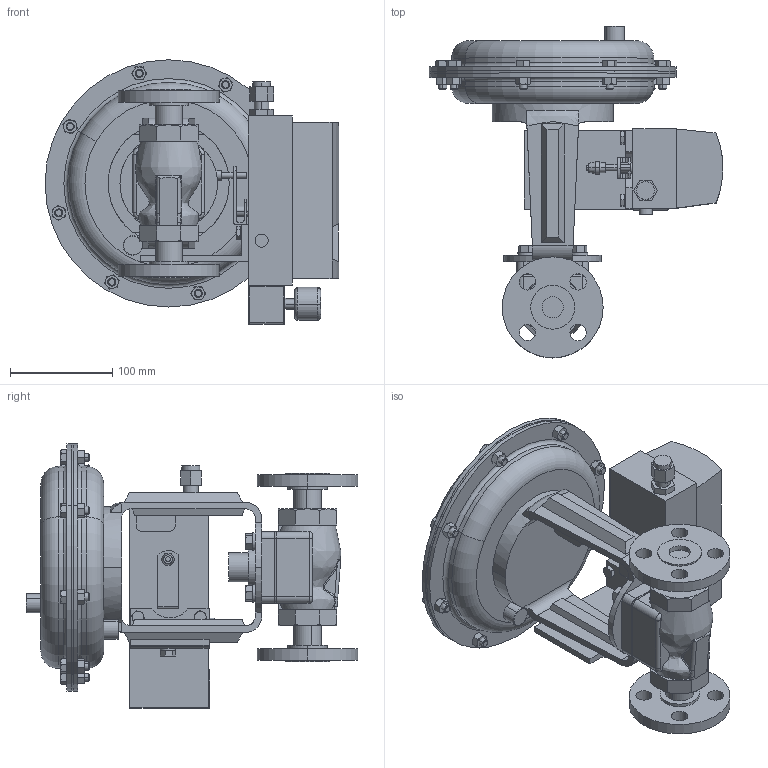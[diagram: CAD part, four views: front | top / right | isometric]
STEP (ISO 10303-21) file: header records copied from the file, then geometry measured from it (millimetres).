
FILE_DESCRIPTION (( 'STEP AP203' ), '1' );
FILE_NAME ('78SP-075-BR+CS+S6-F5-35M-16IQ.step', '2017-09-25T17:08:13', ( '' ), ( '' ), 'SwSTEP 2.0', 'SolidWorks 2014', '' );
FILE_SCHEMA (( 'CONFIG_CONTROL_DESIGN' ));
Length unit declared in the file: inch
Products named in the file (1): 78SP-075-BR+CS+S6-F5-35M-16IQ
Bounding box: 286.74 x 323.89 x 258.03 mm (x, y, z)
Volume: 4718760.5 mm3; surface area: 628047.8 mm2
Topology: 44 solids, 44 shells, 901 faces, 2000 edges, 1229 vertices
Faces by surface type: plane 418, cone 240, cylinder 193, torus 28, bspline 20, sphere 2
Entity records: 28153 total; most frequent: CARTESIAN_POINT 8774, ORIENTED_EDGE 3992, DIRECTION 3925, EDGE_CURVE 1996, AXIS2_PLACEMENT_3D 1548, VERTEX_POINT 1229, EDGE_LOOP 971, FACE_OUTER_BOUND 901
